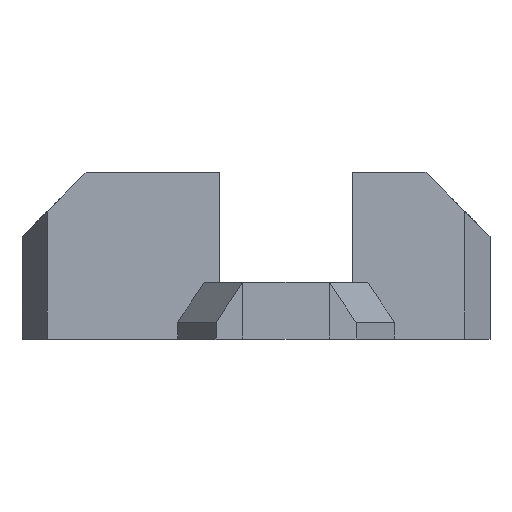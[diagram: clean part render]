
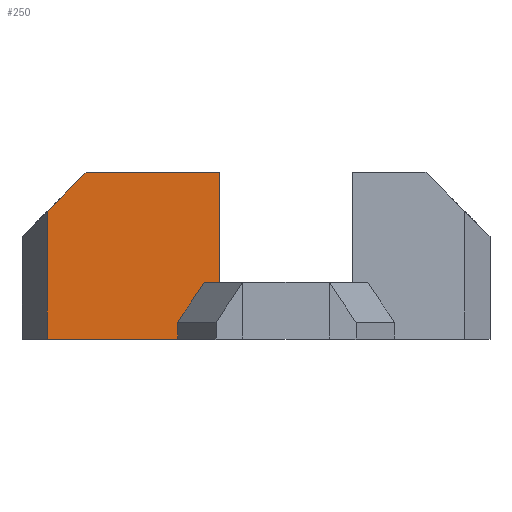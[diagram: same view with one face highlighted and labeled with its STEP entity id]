
A CAD part, top view. The second image highlights one B-rep face of the part: STEP entity #250.
In plain terms, the highlighted planar face has unit normal (0, 0, 1).
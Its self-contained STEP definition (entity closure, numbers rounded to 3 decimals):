
#2 = EDGE_CURVE ( 'NONE', #351, #352, #1294, .T. ) ;
#3 = EDGE_CURVE ( 'NONE', #309, #328, #1292, .T. ) ;
#7 = EDGE_CURVE ( 'NONE', #352, #334, #1252, .T. ) ;
#8 = EDGE_CURVE ( 'NONE', #311, #342, #1341, .T. ) ;
#20 = EDGE_CURVE ( 'NONE', #346, #311, #1360, .T. ) ;
#21 = EDGE_CURVE ( 'NONE', #351, #328, #1353, .T. ) ;
#26 = EDGE_CURVE ( 'NONE', #346, #309, #1368, .T. ) ;
#29 = EDGE_CURVE ( 'NONE', #342, #334, #1366, .T. ) ;
#59 = AXIS2_PLACEMENT_3D ( 'NONE', #707, #671, #686 ) ;
#250 = ADVANCED_FACE ( 'NONE', ( #1594 ), #705, .F. ) ;
#309 = VERTEX_POINT ( 'NONE', #909 ) ;
#311 = VERTEX_POINT ( 'NONE', #877 ) ;
#317 = CARTESIAN_POINT ( 'NONE',  ( -19.379, 4.521, 0. ) ) ;
#328 = VERTEX_POINT ( 'NONE', #904 ) ;
#334 = VERTEX_POINT ( 'NONE', #938 ) ;
#342 = VERTEX_POINT ( 'NONE', #973 ) ;
#345 = CARTESIAN_POINT ( 'NONE',  ( -31.347, 0., 0. ) ) ;
#346 = VERTEX_POINT ( 'NONE', #974 ) ;
#351 = VERTEX_POINT ( 'NONE', #961 ) ;
#352 = VERTEX_POINT ( 'NONE', #949 ) ;
#369 = DIRECTION ( 'NONE',  ( 1., 0., 0. ) ) ;
#373 = CARTESIAN_POINT ( 'NONE',  ( -16.674, 4.249, 0. ) ) ;
#386 = DIRECTION ( 'NONE',  ( 0.555, 0.832, 0. ) ) ;
#391 = DIRECTION ( 'NONE',  ( 1., 0., 0. ) ) ;
#392 = CARTESIAN_POINT ( 'NONE',  ( -31.347, 12.5, 0. ) ) ;
#406 = DIRECTION ( 'NONE',  ( 1., 0., 0. ) ) ;
#411 = DIRECTION ( 'NONE',  ( 0., -1., 0. ) ) ;
#416 = DIRECTION ( 'NONE',  ( 0.707, 0.707, 0. ) ) ;
#421 = CARTESIAN_POINT ( 'NONE',  ( -31.347, 12.5, 0. ) ) ;
#422 = CARTESIAN_POINT ( 'NONE',  ( -21.56, 4.249, 0. ) ) ;
#430 = DIRECTION ( 'NONE',  ( 0., -1., 0. ) ) ;
#437 = CARTESIAN_POINT ( 'NONE',  ( -28.424, 12.5, 0. ) ) ;
#439 = CARTESIAN_POINT ( 'NONE',  ( -18.424, 12.5, 0. ) ) ;
#451 = DIRECTION ( 'NONE',  ( 0., -1., 0. ) ) ;
#671 = DIRECTION ( 'NONE',  ( 0., 0., -1. ) ) ;
#686 = DIRECTION ( 'NONE',  ( -1., 0., 0. ) ) ;
#705 = PLANE ( 'NONE',  #59 ) ;
#707 = CARTESIAN_POINT ( 'NONE',  ( -31.347, 12.5, 0. ) ) ;
#877 = CARTESIAN_POINT ( 'NONE',  ( -28.424, 12.5, 0. ) ) ;
#904 = CARTESIAN_POINT ( 'NONE',  ( -21.56, 0., 0. ) ) ;
#909 = CARTESIAN_POINT ( 'NONE',  ( -31.347, 0., 0. ) ) ;
#938 = CARTESIAN_POINT ( 'NONE',  ( -18.424, 4.249, 0. ) ) ;
#949 = CARTESIAN_POINT ( 'NONE',  ( -19.56, 4.249, 0. ) ) ;
#961 = CARTESIAN_POINT ( 'NONE',  ( -21.56, 1.249, 0. ) ) ;
#973 = CARTESIAN_POINT ( 'NONE',  ( -18.424, 12.5, 0. ) ) ;
#974 = CARTESIAN_POINT ( 'NONE',  ( -31.347, 9.576, 0. ) ) ;
#1005 = ORIENTED_EDGE ( 'NONE', *, *, #2, .T. ) ;
#1006 = ORIENTED_EDGE ( 'NONE', *, *, #29, .F. ) ;
#1021 = ORIENTED_EDGE ( 'NONE', *, *, #7, .T. ) ;
#1252 = LINE ( 'NONE', #373, #1298 ) ;
#1270 = VECTOR ( 'NONE', #391, 1000. ) ;
#1272 = VECTOR ( 'NONE', #386, 1000. ) ;
#1292 = LINE ( 'NONE', #345, #1270 ) ;
#1294 = LINE ( 'NONE', #317, #1272 ) ;
#1298 = VECTOR ( 'NONE', #369, 1000. ) ;
#1308 = EDGE_LOOP ( 'NONE', ( #1622, #1005, #1021, #1006, #1611, #1609, #1614, #1615 ) ) ;
#1319 = VECTOR ( 'NONE', #451, 1000. ) ;
#1322 = VECTOR ( 'NONE', #416, 1000. ) ;
#1323 = VECTOR ( 'NONE', #430, 1000. ) ;
#1341 = LINE ( 'NONE', #392, #1359 ) ;
#1342 = VECTOR ( 'NONE', #411, 1000. ) ;
#1353 = LINE ( 'NONE', #422, #1319 ) ;
#1359 = VECTOR ( 'NONE', #406, 1000. ) ;
#1360 = LINE ( 'NONE', #437, #1322 ) ;
#1366 = LINE ( 'NONE', #439, #1323 ) ;
#1368 = LINE ( 'NONE', #421, #1342 ) ;
#1594 = FACE_OUTER_BOUND ( 'NONE', #1308, .T. ) ;
#1609 = ORIENTED_EDGE ( 'NONE', *, *, #20, .F. ) ;
#1611 = ORIENTED_EDGE ( 'NONE', *, *, #8, .F. ) ;
#1614 = ORIENTED_EDGE ( 'NONE', *, *, #26, .T. ) ;
#1615 = ORIENTED_EDGE ( 'NONE', *, *, #3, .T. ) ;
#1622 = ORIENTED_EDGE ( 'NONE', *, *, #21, .F. ) ;
